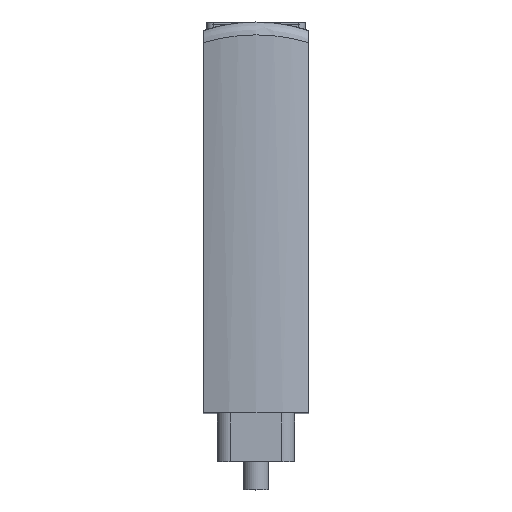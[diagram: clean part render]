
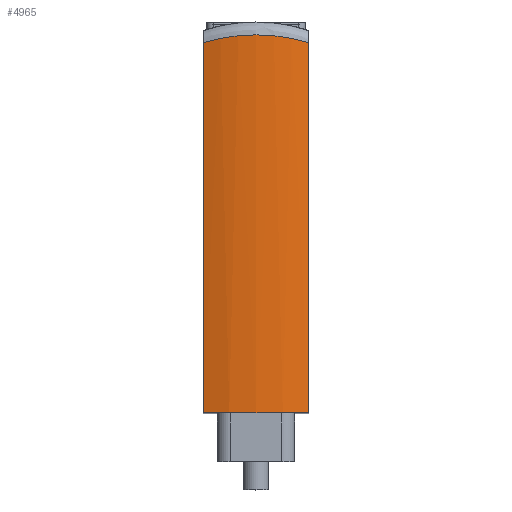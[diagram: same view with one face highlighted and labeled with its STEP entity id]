
A CAD part, top view. The second image highlights one B-rep face of the part: STEP entity #4965.
In plain terms, the highlighted cylindrical face has radius 19.5 mm (diameter 39 mm), a partial arc.
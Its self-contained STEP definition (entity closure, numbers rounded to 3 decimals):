
#2796=CARTESIAN_POINT('',(-6.15,0.0,121.605));
#2797=VERTEX_POINT('',#2796);
#2804=CARTESIAN_POINT('',(-6.15,43.081,121.605));
#2805=VERTEX_POINT('',#2804);
#2806=CARTESIAN_POINT('',(-6.15,0.0,121.605));
#2807=DIRECTION('',(0.0,1.0,0.0));
#2808=VECTOR('',#2807,43.081);
#2809=LINE('',#2806,#2808);
#2810=EDGE_CURVE('',#2797,#2805,#2809,.T.);
#3889=CARTESIAN_POINT('',(6.15,0.0,121.605));
#3890=VERTEX_POINT('',#3889);
#3897=CARTESIAN_POINT('',(0.0,0.0,103.1));
#3898=DIRECTION('',(0.0,1.0,0.0));
#3899=DIRECTION('',(-0.315,0.0,0.949));
#3900=AXIS2_PLACEMENT_3D('',#3897,#3898,#3899);
#3901=CIRCLE('',#3900,19.5);
#3902=EDGE_CURVE('',#2797,#3890,#3901,.T.);
#4472=CARTESIAN_POINT('',(6.15,43.081,121.605));
#4473=VERTEX_POINT('',#4472);
#4487=CARTESIAN_POINT('',(6.15,0.0,121.605));
#4488=DIRECTION('',(0.0,1.0,0.0));
#4489=VECTOR('',#4488,43.081);
#4490=LINE('',#4487,#4489);
#4491=EDGE_CURVE('',#3890,#4473,#4490,.T.);
#4677=CARTESIAN_POINT('',(0.0,26.,103.1));
#4678=DIRECTION('',(0.,0.735,-0.678));
#4679=DIRECTION('',(0.,0.678,0.735));
#4680=AXIS2_PLACEMENT_3D('',#4677,#4678,#4679);
#4681=ELLIPSE('',#4680,26.538,19.5);
#4682=EDGE_CURVE('',#2805,#4473,#4681,.T.);
#4954=CARTESIAN_POINT('',(0.0,0.0,103.1));
#4955=DIRECTION('',(0.0,1.0,0.0));
#4956=DIRECTION('',(-0.315,0.0,0.949));
#4957=AXIS2_PLACEMENT_3D('',#4954,#4955,#4956);
#4958=CYLINDRICAL_SURFACE('',#4957,19.5);
#4959=ORIENTED_EDGE('',*,*,#4682,.F.);
#4960=ORIENTED_EDGE('',*,*,#2810,.F.);
#4961=ORIENTED_EDGE('',*,*,#3902,.T.);
#4962=ORIENTED_EDGE('',*,*,#4491,.T.);
#4963=EDGE_LOOP('',(#4959,#4960,#4961,#4962));
#4964=FACE_OUTER_BOUND('',#4963,.T.);
#4965=ADVANCED_FACE('',(#4964),#4958,.T.);
